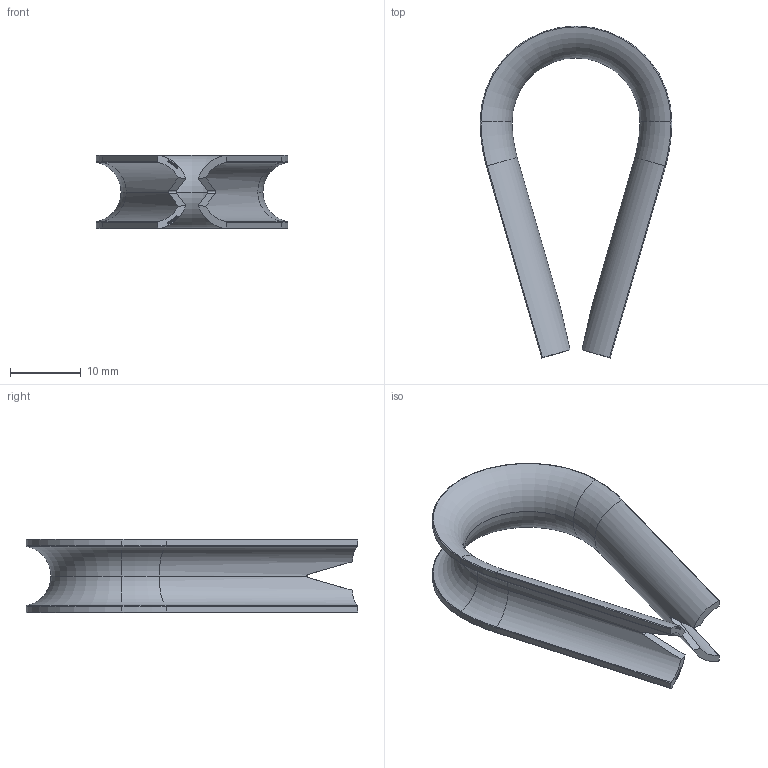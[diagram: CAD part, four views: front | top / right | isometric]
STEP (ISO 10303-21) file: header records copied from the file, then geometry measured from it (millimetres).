
FILE_DESCRIPTION (( 'STEP AP203' ), '1' );
FILE_NAME ('100052008.step', '2019-09-19T14:24:47', ( '' ), ( '' ), 'SwSTEP 2.0', 'SolidWorks 2015', '' );
FILE_SCHEMA (( 'CONFIG_CONTROL_DESIGN' ));
Length unit declared in the file: millimetre
Products named in the file (1): 100052008
Bounding box: 27 x 46.75 x 10.36 mm (x, y, z)
Volume: 1336.3 mm3; surface area: 2927.1 mm2
Topology: 1 solids, 1 shells, 281 faces, 718 edges, 466 vertices
Faces by surface type: bspline 124, plane 111, torus 24, cylinder 22
Entity records: 16089 total; most frequent: CARTESIAN_POINT 10036, ORIENTED_EDGE 1436, DIRECTION 850, EDGE_CURVE 718, VERTEX_POINT 466, VECTOR 378, LINE 378, EDGE_LOOP 308
